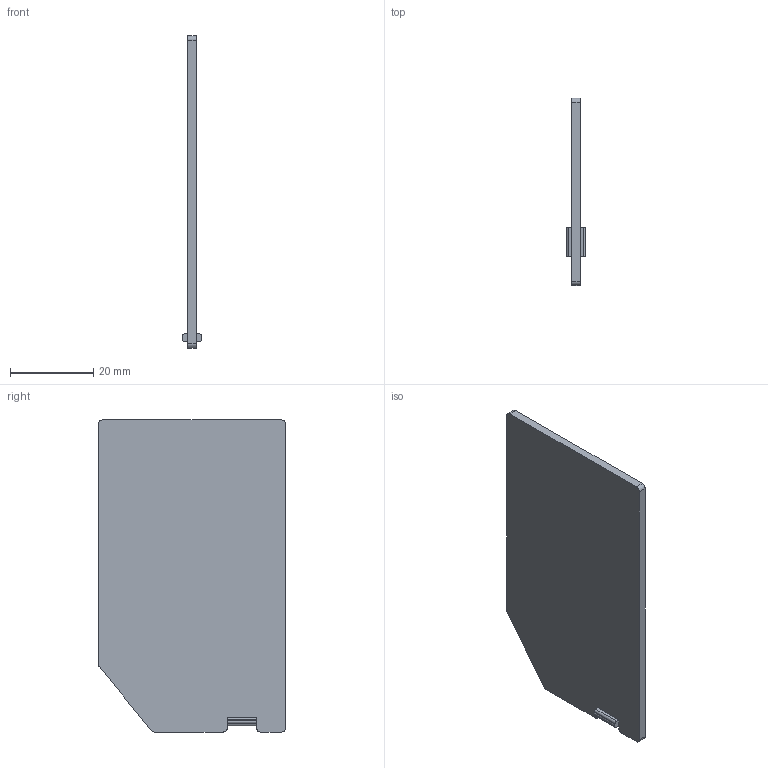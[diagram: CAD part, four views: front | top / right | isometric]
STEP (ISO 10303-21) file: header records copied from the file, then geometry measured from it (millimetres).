
FILE_DESCRIPTION(/* description */ (''),/* implementation_level */ '2;1');
FILE_NAME(/* name */ '3d_GEFX900.stp',/* time_stamp */ '2024-10-04T16:09:50+02:00',/* author */ (''),/* organization */ (''),/* preprocessor_version */ 'ST-DEVELOPER v16.7',/* originating_system */ 'SIEMENS PLM Software NX 12.0',/* authorisation */ '');
FILE_SCHEMA (('AUTOMOTIVE_DESIGN { 1 0 10303 214 3 1 1 1 }'));
Length unit declared in the file: millimetre
Products named in the file (1): RuggC16432B6tkxg
Bounding box: 4.8 x 45 x 75 mm (x, y, z)
Surface area: 7023.1 mm2 (no closed solid volume)
Topology: 0 solids, 1 shells, 34 faces, 92 edges, 60 vertices
Faces by surface type: plane 21, cylinder 13
Entity records: 1102 total; most frequent: DIRECTION 188, CARTESIAN_POINT 187, ORIENTED_EDGE 184, EDGE_CURVE 92, LINE 66, VECTOR 66, AXIS2_PLACEMENT_3D 61, VERTEX_POINT 60
